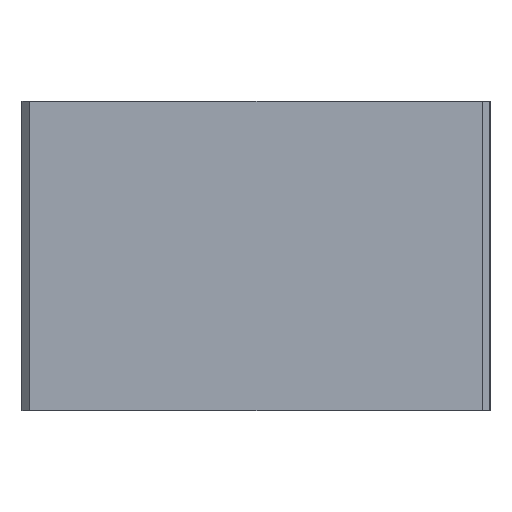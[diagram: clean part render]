
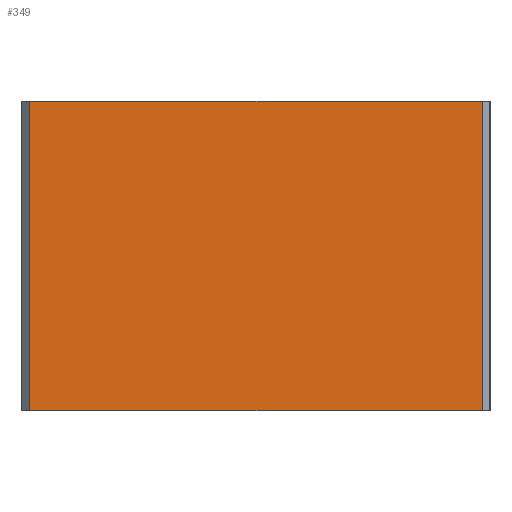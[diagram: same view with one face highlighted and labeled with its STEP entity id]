
A CAD part, left-side view. The second image highlights one B-rep face of the part: STEP entity #349.
In plain terms, the highlighted planar face has unit normal (-1, 0, 0).
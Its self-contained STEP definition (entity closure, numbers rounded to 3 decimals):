
#21=FACE_OUTER_BOUND('',#40,.T.);
#40=EDGE_LOOP('',(#255,#256,#257,#258));
#66=LINE('',#507,#114);
#72=LINE('',#519,#120);
#74=LINE('',#523,#122);
#75=LINE('',#524,#123);
#114=VECTOR('',#414,10.);
#120=VECTOR('',#422,10.);
#122=VECTOR('',#426,10.);
#123=VECTOR('',#427,10.);
#160=VERTEX_POINT('',#504);
#161=VERTEX_POINT('',#506);
#166=VERTEX_POINT('',#518);
#167=VERTEX_POINT('',#522);
#194=EDGE_CURVE('',#160,#161,#66,.T.);
#200=EDGE_CURVE('',#161,#166,#72,.T.);
#202=EDGE_CURVE('',#167,#160,#74,.T.);
#203=EDGE_CURVE('',#166,#167,#75,.T.);
#255=ORIENTED_EDGE('',*,*,#200,.F.);
#256=ORIENTED_EDGE('',*,*,#194,.F.);
#257=ORIENTED_EDGE('',*,*,#202,.F.);
#258=ORIENTED_EDGE('',*,*,#203,.F.);
#331=PLANE('',#381);
#349=ADVANCED_FACE('',(#21),#331,.T.);
#381=AXIS2_PLACEMENT_3D('',#521,#424,#425);
#414=DIRECTION('',(0.,1.,0.));
#422=DIRECTION('',(0.,0.,1.));
#424=DIRECTION('center_axis',(-1.,0.,0.));
#425=DIRECTION('ref_axis',(0.,-1.,0.));
#426=DIRECTION('',(0.,0.,-1.));
#427=DIRECTION('',(0.,-1.,0.));
#504=CARTESIAN_POINT('',(-7.05,-5.85,-1.));
#506=CARTESIAN_POINT('',(-7.05,5.85,-1.));
#507=CARTESIAN_POINT('',(-7.05,6.05,-1.));
#518=CARTESIAN_POINT('',(-7.05,5.85,7.));
#519=CARTESIAN_POINT('',(-7.05,5.85,0.));
#521=CARTESIAN_POINT('Origin',(-7.05,6.05,0.));
#522=CARTESIAN_POINT('',(-7.05,-5.85,7.));
#523=CARTESIAN_POINT('',(-7.05,-5.85,0.));
#524=CARTESIAN_POINT('',(-7.05,6.05,7.));
